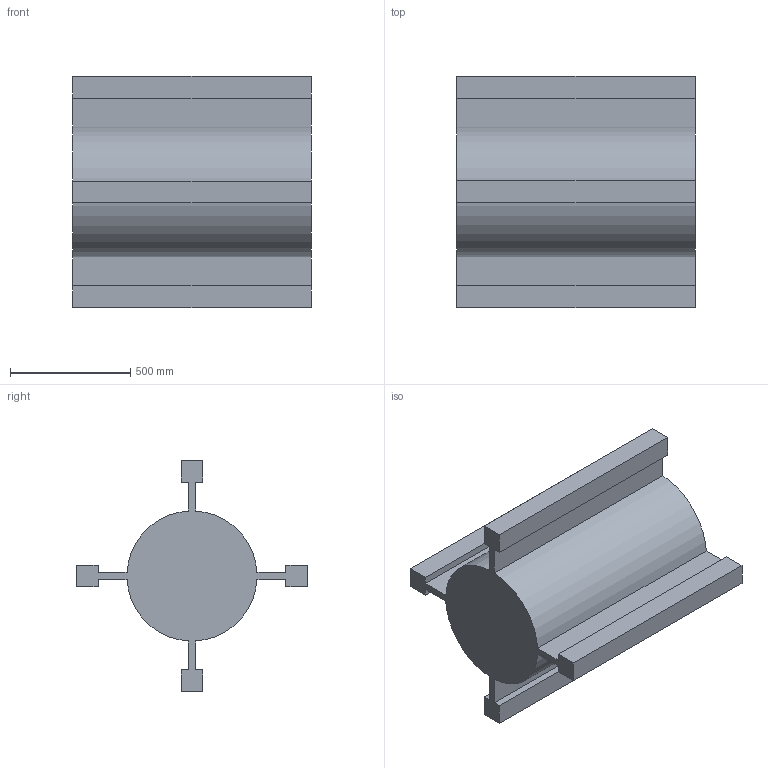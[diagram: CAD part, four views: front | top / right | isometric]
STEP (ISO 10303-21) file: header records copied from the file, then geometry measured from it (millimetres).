
FILE_DESCRIPTION(('Open CASCADE Model'),'2;1');
FILE_NAME('Open CASCADE Shape Model','2014-03-06T11:27:52',('Author'),( 'Open CASCADE'),'Open CASCADE STEP processor 6.5','Open CASCADE 6.5' ,'Unknown');
FILE_SCHEMA(('AUTOMOTIVE_DESIGN_CC2 { 1 2 10303 214 -1 1 5 4 }'));
Length unit declared in the file: millimetre
Products named in the file (3): Rotor_with_hammer_; Open CASCADE STEP translator 6.5 1.2; Open CASCADE STEP translator 6.5 1.3
Assembly tree (2 placements, depth 2):
  Rotor_with_hammer_
    Open CASCADE STEP translator 6.5 1.2
    Open CASCADE STEP translator 6.5 1.3
Bounding box: 990 x 959.17 x 959.17 mm (x, y, z)
Volume: 273030852.8 mm3; surface area: 4369411.7 mm2
Topology: 1 solids, 1 shells, 34 faces, 96 edges, 64 vertices
Faces by surface type: plane 30, cylinder 4
Entity records: 2871 total; most frequent: CARTESIAN_POINT 509, DIRECTION 418, LINE 316, VECTOR 316, ORIENTED_EDGE 281, PCURVE 224, DEFINITIONAL_REPRESENTATION 224, EDGE_CURVE 111
